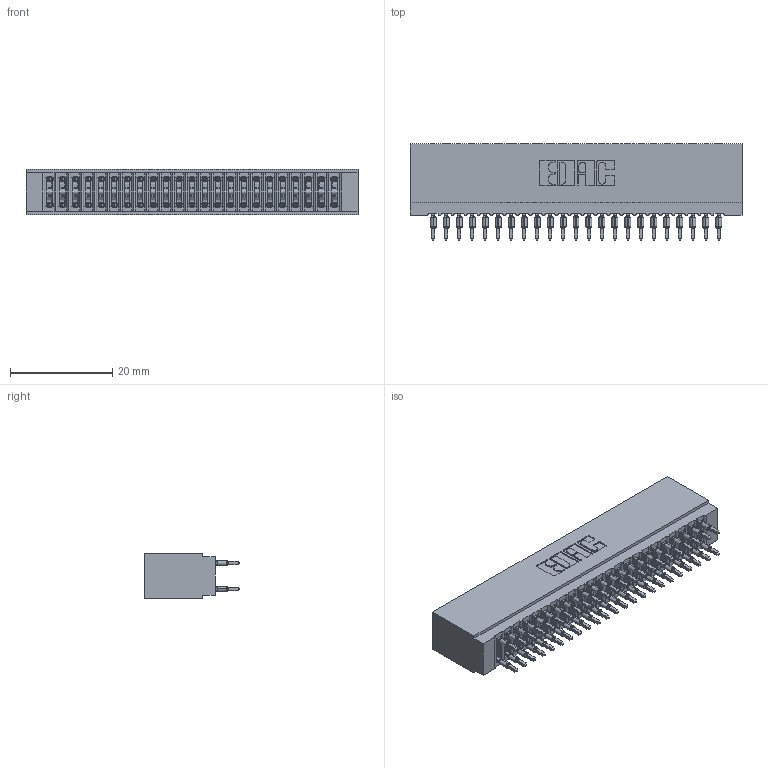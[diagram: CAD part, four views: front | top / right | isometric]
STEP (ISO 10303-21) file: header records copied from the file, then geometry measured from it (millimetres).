
FILE_DESCRIPTION (( 'STEP AP203' ), '1' );
FILE_NAME ('725-046-560-201.STEP', '2026-02-24T17:43:42', ( '' ), ( '' ), 'SwSTEP 2.0', 'SolidWorks 2023', '' );
FILE_SCHEMA (( 'CONFIG_CONTROL_DESIGN' ));
Length unit declared in the file: millimetre
Products named in the file (3): 745-292-001_560; 725 Part_Insulator Option - 01; 725-046-560-201
Assembly tree (47 placements, depth 2):
  725-046-560-201
    725 Part_Insulator Option - 01
    745-292-001_560  x46
Bounding box: 65.02 x 18.8 x 8.89 mm (x, y, z)
Volume: 5422.1 mm3; surface area: 11771.1 mm2
Topology: 47 solids, 47 shells, 4626 faces, 12651 edges, 8034 vertices
Faces by surface type: plane 2401, cylinder 1029, bspline 920, torus 276
Entity records: 41602 total; most frequent: CARTESIAN_POINT 7725, ORIENTED_EDGE 7122, DIRECTION 6245, EDGE_CURVE 3561, LINE 3233, VECTOR 3233, VERTEX_POINT 2274, AXIS2_PLACEMENT_3D 1506
